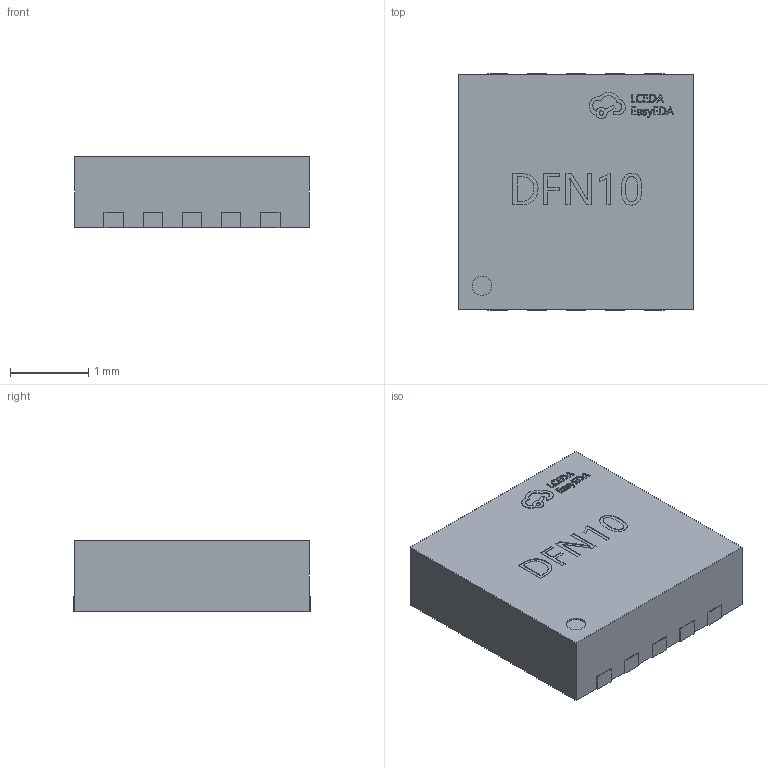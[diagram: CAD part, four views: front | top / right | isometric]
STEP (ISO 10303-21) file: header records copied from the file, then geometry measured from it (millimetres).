
FILE_DESCRIPTION (( 'STEP AP214' ), '1' );
FILE_NAME ('TDFN-10_L3.0-W3.0-H0.8-P0.50.step', '2022-06-30T13:50:49', ( '' ), ( '' ), 'SwSTEP 2.0', 'SolidWorks 2020', '' );
FILE_SCHEMA (( 'AUTOMOTIVE_DESIGN' ));
Length unit declared in the file: millimetre
Products named in the file (1): TDFN-10_L3.0-W3.0-H0.8-P0.50
Bounding box: 3 x 3.02 x 0.92 mm (x, y, z)
Volume: 8.1 mm3; surface area: 29.4 mm2
Topology: 1 solids, 1 shells, 416 faces, 1137 edges, 758 vertices
Faces by surface type: plane 274, bspline 130, cylinder 12
Entity records: 19051 total; most frequent: CARTESIAN_POINT 5514, ORIENTED_EDGE 2274, DIRECTION 1471, EDGE_CURVE 1137, VECTOR 849, LINE 849, VERTEX_POINT 758, EDGE_LOOP 451
